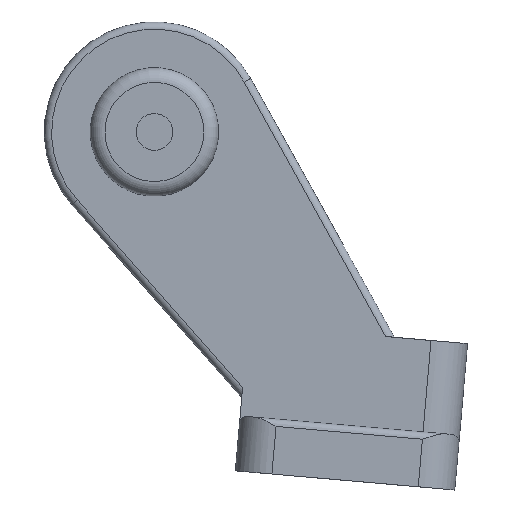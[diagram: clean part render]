
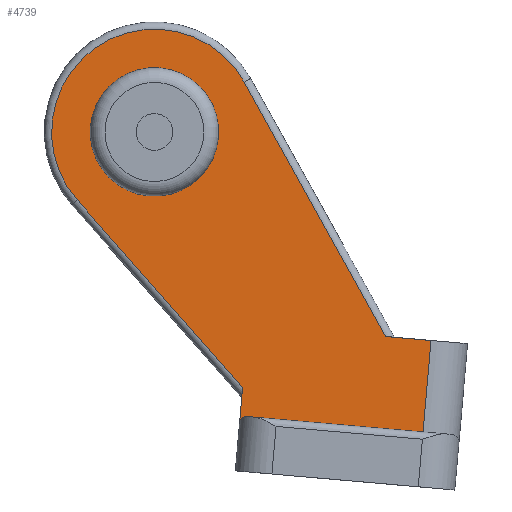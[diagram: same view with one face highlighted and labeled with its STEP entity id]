
A CAD part, left-side view. The second image highlights one B-rep face of the part: STEP entity #4739.
In plain terms, the highlighted planar face has unit normal (-1, 0, 0).
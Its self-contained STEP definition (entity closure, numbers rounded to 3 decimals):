
#77=CIRCLE('',#4908,2.);
#85=CIRCLE('',#4924,28.);
#90=CIRCLE('',#4932,17.5);
#104=FACE_BOUND('',#974,.T.);
#710=FACE_OUTER_BOUND('',#973,.T.);
#973=EDGE_LOOP('',(#4365,#4366,#4367,#4368,#4369,#4370,#4371,#4372));
#974=EDGE_LOOP('',(#4373));
#1361=LINE('',#9043,#1775);
#1366=LINE('',#9067,#1780);
#1374=LINE('',#9101,#1788);
#1387=LINE('',#9143,#1801);
#1388=LINE('',#9149,#1802);
#1390=LINE('',#9165,#1804);
#1775=VECTOR('',#5575,10.);
#1780=VECTOR('',#5590,10.);
#1788=VECTOR('',#5632,10.);
#1801=VECTOR('',#5681,10.);
#1802=VECTOR('',#5690,10.);
#1804=VECTOR('',#5712,10.);
#2238=VERTEX_POINT('',#9040);
#2239=VERTEX_POINT('',#9042);
#2247=VERTEX_POINT('',#9065);
#2255=VERTEX_POINT('',#9098);
#2256=VERTEX_POINT('',#9100);
#2260=VERTEX_POINT('',#9112);
#2267=VERTEX_POINT('',#9141);
#2268=VERTEX_POINT('',#9145);
#2272=VERTEX_POINT('',#9159);
#2917=EDGE_CURVE('',#2238,#2239,#1361,.T.);
#2927=EDGE_CURVE('',#2247,#2238,#1366,.T.);
#2943=EDGE_CURVE('',#2255,#2256,#1374,.T.);
#2950=EDGE_CURVE('',#2260,#2255,#77,.F.);
#2965=EDGE_CURVE('',#2267,#2247,#1387,.T.);
#2967=EDGE_CURVE('',#2268,#2267,#85,.T.);
#2968=EDGE_CURVE('',#2256,#2268,#1388,.T.);
#2974=EDGE_CURVE('',#2272,#2272,#90,.T.);
#2975=EDGE_CURVE('',#2239,#2260,#1390,.T.);
#4365=ORIENTED_EDGE('',*,*,#2917,.F.);
#4366=ORIENTED_EDGE('',*,*,#2927,.F.);
#4367=ORIENTED_EDGE('',*,*,#2965,.F.);
#4368=ORIENTED_EDGE('',*,*,#2967,.F.);
#4369=ORIENTED_EDGE('',*,*,#2968,.F.);
#4370=ORIENTED_EDGE('',*,*,#2943,.F.);
#4371=ORIENTED_EDGE('',*,*,#2950,.F.);
#4372=ORIENTED_EDGE('',*,*,#2975,.F.);
#4373=ORIENTED_EDGE('',*,*,#2974,.T.);
#4489=PLANE('',#4935);
#4739=ADVANCED_FACE('',(#710,#104),#4489,.T.);
#4908=AXIS2_PLACEMENT_3D('',#9114,#5645,#5646);
#4924=AXIS2_PLACEMENT_3D('',#9147,#5686,#5687);
#4932=AXIS2_PLACEMENT_3D('',#9161,#5704,#5705);
#4935=AXIS2_PLACEMENT_3D('',#9164,#5710,#5711);
#5575=DIRECTION('',(0.,0.087,-0.996));
#5590=DIRECTION('',(0.,-0.996,-0.087));
#5632=DIRECTION('',(0.,-0.087,0.996));
#5645=DIRECTION('center_axis',(1.,0.,0.));
#5646=DIRECTION('ref_axis',(0.,0.643,0.766));
#5681=DIRECTION('',(0.,-0.486,-0.874));
#5686=DIRECTION('center_axis',(1.,0.,0.));
#5687=DIRECTION('ref_axis',(0.,0.577,0.817));
#5690=DIRECTION('',(0.,0.661,0.75));
#5704=DIRECTION('center_axis',(1.,0.,0.));
#5705=DIRECTION('ref_axis',(0.,-0.996,-0.087));
#5710=DIRECTION('center_axis',(-1.,0.,0.));
#5711=DIRECTION('ref_axis',(0.,-0.996,-0.087));
#5712=DIRECTION('',(0.,0.996,0.087));
#9040=CARTESIAN_POINT('',(-145.,-44.147,37.199));
#9042=CARTESIAN_POINT('',(-145.,-41.969,12.294));
#9043=CARTESIAN_POINT('',(-145.,-41.315,4.823));
#9065=CARTESIAN_POINT('',(-145.,-31.781,38.281));
#9067=CARTESIAN_POINT('',(-145.,-54.109,36.328));
#9098=CARTESIAN_POINT('',(-145.,8.015,14.66));
#9100=CARTESIAN_POINT('',(-145.,7.165,24.385));
#9101=CARTESIAN_POINT('',(-145.,7.841,16.652));
#9112=CARTESIAN_POINT('',(-145.,5.849,16.478));
#9114=CARTESIAN_POINT('Origin',(-145.,6.023,14.485));
#9141=CARTESIAN_POINT('',(-145.,6.713,107.578));
#9143=CARTESIAN_POINT('',(-145.,-12.453,73.075));
#9145=CARTESIAN_POINT('',(-145.,52.194,75.466));
#9147=CARTESIAN_POINT('Origin',(-145.,31.19,93.981));
#9149=CARTESIAN_POINT('',(-145.,4.765,21.662));
#9159=CARTESIAN_POINT('',(-145.,48.624,95.507));
#9161=CARTESIAN_POINT('Origin',(-145.,31.19,93.981));
#9164=CARTESIAN_POINT('Origin',(-145.,7.841,16.652));
#9165=CARTESIAN_POINT('',(-145.,-7.102,15.345));
